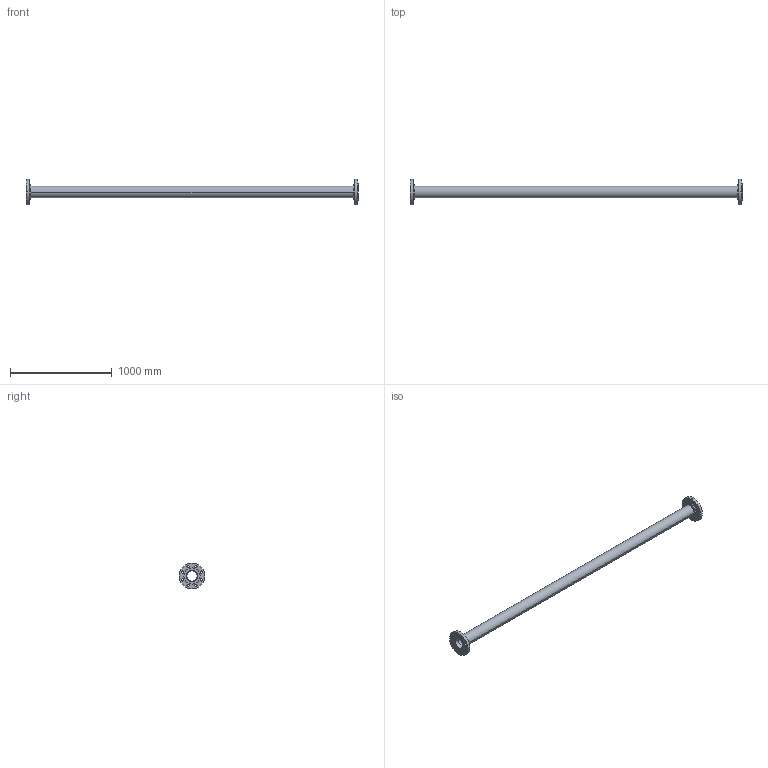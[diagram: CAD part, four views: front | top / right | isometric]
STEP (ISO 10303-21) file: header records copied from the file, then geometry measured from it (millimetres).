
FILE_DESCRIPTION (( 'STEP AP203' ), '1' );
FILE_NAME ('13-2919-4_REV_.step', '2026-01-19T23:23:49', ( '' ), ( '' ), 'SwSTEP 2.0', 'SolidWorks 2025', '' );
FILE_SCHEMA (( 'CONFIG_CONTROL_DESIGN' ));
Length unit declared in the file: millimetre
Products named in the file (3): OEM-100-300-SO-316L; 13-2919-4-1_Default<As Machined>; 13-2919-4_REV_
Assembly tree (3 placements, depth 2):
  13-2919-4_REV_
    13-2919-4-1_Default<As Machined>
    OEM-100-300-SO-316L  x2
Bounding box: 3256 x 254 x 254 mm (x, y, z)
Volume: 9008593.2 mm3; surface area: 2489863.6 mm2
Topology: 3 solids, 3 shells, 66 faces, 164 edges, 108 vertices
Faces by surface type: cylinder 52, plane 10, torus 4
Entity records: 1473 total; most frequent: DIRECTION 232, CARTESIAN_POINT 188, ORIENTED_EDGE 176, AXIS2_PLACEMENT_3D 102, EDGE_CURVE 88, CIRCLE 60, EDGE_LOOP 58, VERTEX_POINT 58
